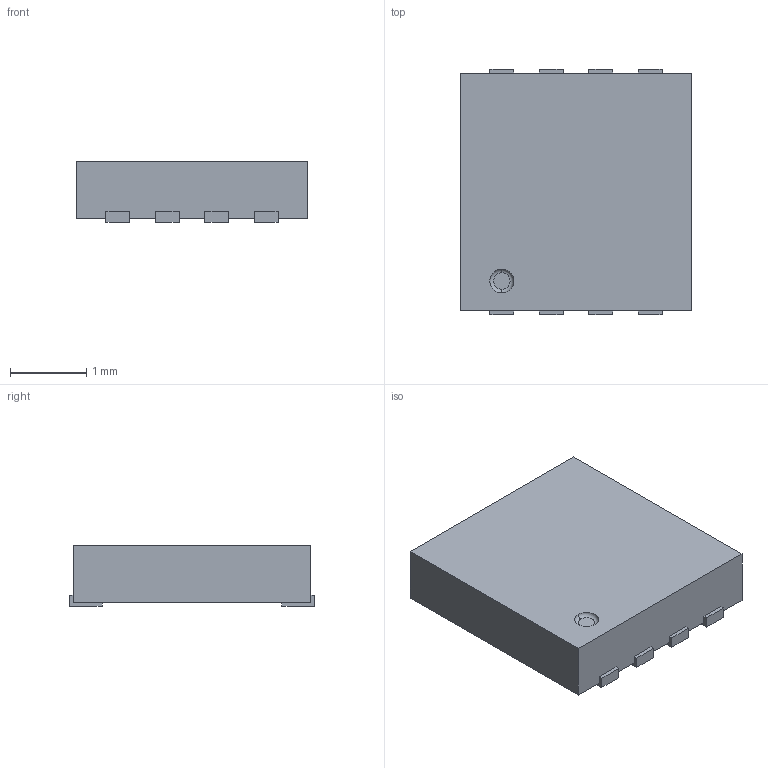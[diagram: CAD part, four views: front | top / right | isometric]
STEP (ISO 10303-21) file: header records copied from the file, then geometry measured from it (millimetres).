
FILE_DESCRIPTION(('FreeCAD Model'),'2;1');
FILE_NAME('SON65P305X312X80-8.step', '2021-03-30T04:59:42',('kicad StepUp'),('ksu MCAD'), 'Open CASCADE STEP processor 7.3','FreeCAD','Unknown');
FILE_SCHEMA(('AUTOMOTIVE_DESIGN { 1 0 10303 214 1 1 1 1 }'));
Length unit declared in the file: millimetre
Products named in the file (1): SON65P305X312X80-8
Bounding box: 3.05 x 3.23 x 0.8 mm (x, y, z)
Volume: 7.2 mm3; surface area: 31.7 mm2
Topology: 9 solids, 9 shells, 73 faces, 162 edges, 108 vertices
Faces by surface type: plane 71, torus 2
Entity records: 2491 total; most frequent: CARTESIAN_POINT 344, ORIENTED_EDGE 324, DIRECTION 316, EDGE_CURVE 162, LINE 156, VECTOR 156, VERTEX_POINT 108, AXIS2_PLACEMENT_3D 80
